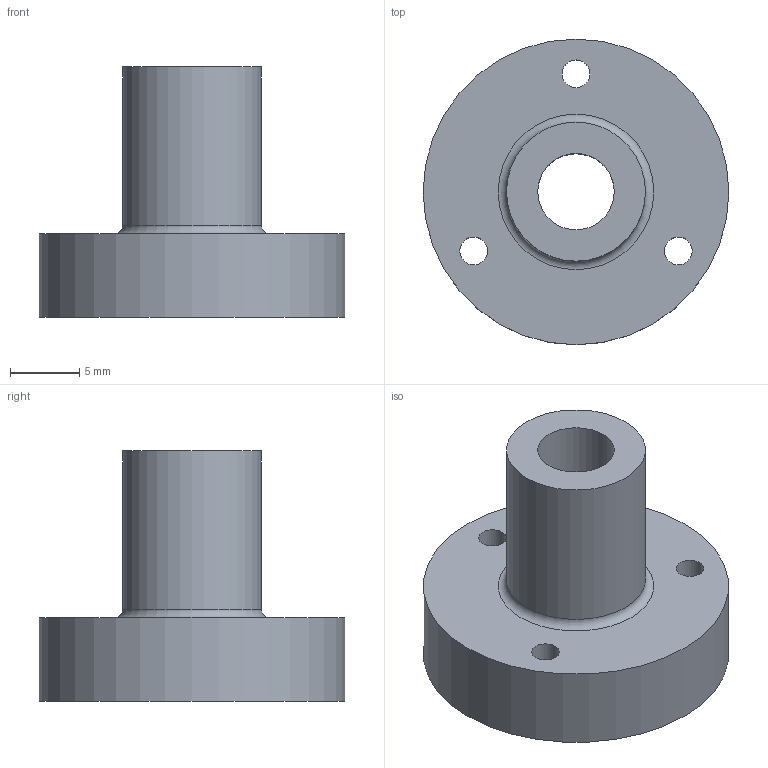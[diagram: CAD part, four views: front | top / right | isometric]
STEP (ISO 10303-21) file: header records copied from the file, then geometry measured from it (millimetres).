
FILE_DESCRIPTION(('HOOPS Exchange Step'),'2;1');
FILE_NAME('temp_export','2022-12-07T16:09:34-06:00',('jonat'),('Shapr3D Limited'),'HOOPS Exchange 2022.0','Shapr3D','Authorized');
FILE_SCHEMA( ('AUTOMOTIVE_DESIGN { 1 0 10303 214 1 1 1 1 }') );
Length unit declared in the file: millimetre
Products named in the file (1): Assembly tool
Bounding box: 22 x 22 x 18 mm (x, y, z)
Volume: 2741.6 mm3; surface area: 1901.8 mm2
Topology: 1 solids, 1 shells, 10 faces, 32 edges, 25 vertices
Faces by surface type: cylinder 6, plane 3, torus 1
Full cylindrical faces by diameter (mm): 2 x3, 5.5 x1, 10 x1, 22 x1
Entity records: 430 total; most frequent: DIRECTION 80, CARTESIAN_POINT 68, ORIENTED_EDGE 64, AXIS2_PLACEMENT_3D 37, EDGE_CURVE 32, CIRCLE 26, VERTEX_POINT 25, EDGE_LOOP 19
